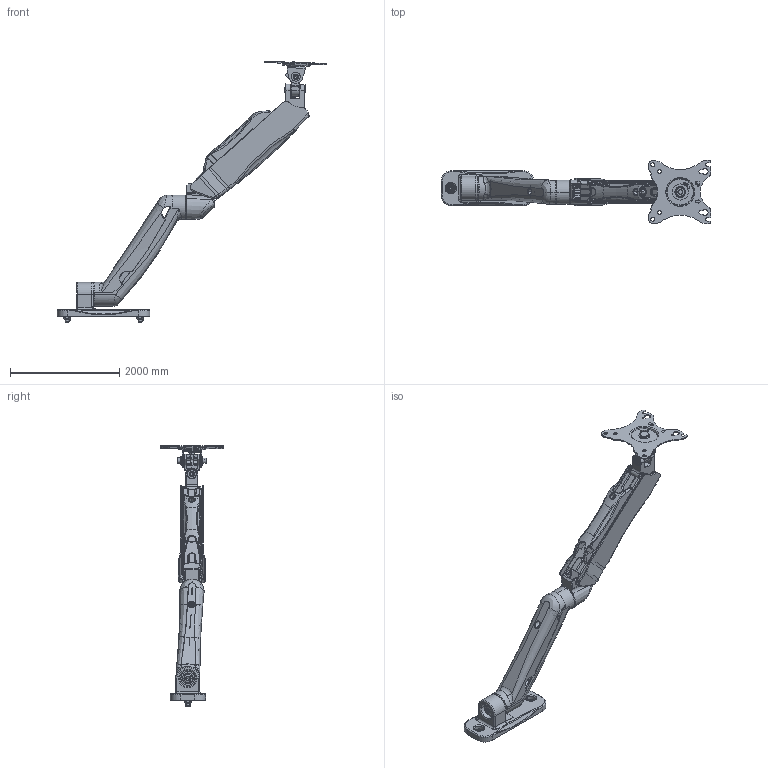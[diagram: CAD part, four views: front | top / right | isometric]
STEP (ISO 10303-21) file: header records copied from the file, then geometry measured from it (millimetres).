
FILE_DESCRIPTION(/* description */ (''),/* implementation_level */ '2;1');
FILE_NAME(/* name */ '70-100-1.stp',/* time_stamp */ '2024-08-14T16:54:13-04:00',/* author */ ('esanner'),/* organization */ (''),/* preprocessor_version */ 'ST-DEVELOPER v19',/* originating_system */ 'AutoCAD Mechanical',/* authorisation */ '');
FILE_SCHEMA (('AUTOMOTIVE_DESIGN { 1 0 10303 214 3 1 1 }'));
Products named in the file (2): Product; 70-100-1
Assembly tree (1 placements, depth 2):
  Product
    70-100-1
Bounding box: 4946.61 x 1167.19 x 4793.26 mm (x, y, z)
Volume: 437548869.5 mm3; surface area: 39106071.5 mm2
Topology: 46 solids, 50 shells, 2852 faces, 7053 edges, 4334 vertices
Faces by surface type: plane 938, cylinder 868, bspline 480, torus 288, cone 169, sphere 109
Full cylindrical faces by diameter (mm): 50 x2, 60 x2, 136 x2
Entity records: 145618 total; most frequent: CARTESIAN_POINT 80164, ORIENTED_EDGE 14049, DIRECTION 13362, EDGE_CURVE 7031, AXIS2_PLACEMENT_3D 5225, VERTEX_POINT 4334, EDGE_LOOP 3039, LINE 2912
